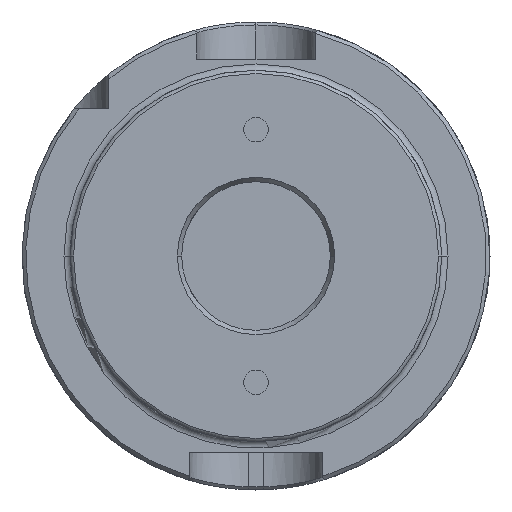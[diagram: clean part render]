
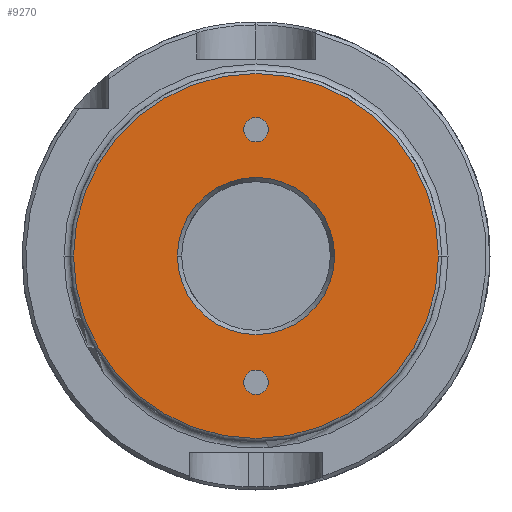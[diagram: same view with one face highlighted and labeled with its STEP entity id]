
A CAD part, left-side view. The second image highlights one B-rep face of the part: STEP entity #9270.
In plain terms, the highlighted face is planar.
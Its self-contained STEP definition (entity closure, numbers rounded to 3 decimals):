
#8580=CARTESIAN_POINT('',(113.,-37.948,
29.983));
#8590=DIRECTION('',(-1.,0.,0.));
#8600=DIRECTION('',(0.,-1.,0.));
#8610=AXIS2_PLACEMENT_3D('',#8580,#8590,#8600);
#8620=PLANE('',#8610);
#8630=CARTESIAN_POINT('',(113.,0.,0.));
#8640=DIRECTION('',(1.,0.,0.));
#8650=DIRECTION('',(0.,-1.,0.));
#8660=AXIS2_PLACEMENT_3D('',#8630,#8640,#8650);
#8670=CIRCLE('',#8660,24.561);
#8680=CARTESIAN_POINT('',(113.,-24.561,
0.));
#8690=VERTEX_POINT('',#8680);
#8700=CARTESIAN_POINT('',(113.,24.561,
0.));
#8710=VERTEX_POINT('',#8700);
#8720=EDGE_CURVE('',#8690,#8710,#8670,.T.);
#8730=ORIENTED_EDGE('',*,*,#8720,.T.);
#8740=EDGE_CURVE('',#8710,#8690,#8670,.T.);
#8750=ORIENTED_EDGE('',*,*,#8740,.T.);
#8760=EDGE_LOOP('',(#8750,#8730));
#8770=FACE_OUTER_BOUND('',#8760,.T.);
#8780=CARTESIAN_POINT('',(113.,0.,0.));
#8790=DIRECTION('',(1.,0.,0.));
#8800=DIRECTION('',(0.,-1.,0.));
#8810=AXIS2_PLACEMENT_3D('',#8780,#8790,#8800);
#8820=CIRCLE('',#8810,10.577);
#8830=CARTESIAN_POINT('',(113.,-10.577,0.));
#8840=VERTEX_POINT('',#8830);
#8850=CARTESIAN_POINT('',(113.,10.577,
0.));
#8860=VERTEX_POINT('',#8850);
#8870=EDGE_CURVE('',#8840,#8860,#8820,.T.);
#8880=ORIENTED_EDGE('',*,*,#8870,.F.);
#8890=EDGE_CURVE('',#8860,#8840,#8820,.T.);
#8900=ORIENTED_EDGE('',*,*,#8890,.F.);
#8910=EDGE_LOOP('',(#8900,#8880));
#8920=FACE_BOUND('',#8910,.T.);
#8930=CARTESIAN_POINT('',(113.,0.,17.));
#8940=DIRECTION('',(1.,0.,0.));
#8950=DIRECTION('',(0.,0.,-1.));
#8960=AXIS2_PLACEMENT_3D('',#8930,#8940,#8950);
#8970=CIRCLE('',#8960,1.65);
#8980=CARTESIAN_POINT('',(113.,1.65,17.));
#8990=VERTEX_POINT('',#8980);
#9000=CARTESIAN_POINT('',(113.,0.,18.65))
;
#9010=VERTEX_POINT('',#9000);
#9020=EDGE_CURVE('',#8990,#9010,#8970,.T.);
#9030=ORIENTED_EDGE('',*,*,#9020,.F.);
#9040=CARTESIAN_POINT('',(113.,0.,15.35))
;
#9050=VERTEX_POINT('',#9040);
#9060=EDGE_CURVE('',#9010,#9050,#8970,.T.);
#9070=ORIENTED_EDGE('',*,*,#9060,.F.);
#9080=EDGE_CURVE('',#9050,#8990,#8970,.T.);
#9090=ORIENTED_EDGE('',*,*,#9080,.F.);
#9100=EDGE_LOOP('',(#9090,#9070,#9030));
#9110=FACE_BOUND('',#9100,.T.);
#9120=CARTESIAN_POINT('',(113.,0.,-17.));
#9130=DIRECTION('',(1.,0.,0.));
#9140=DIRECTION('',(0.,-1.,0.));
#9150=AXIS2_PLACEMENT_3D('',#9120,#9130,#9140);
#9160=CIRCLE('',#9150,1.65);
#9170=CARTESIAN_POINT('',(113.,-1.65,-17.));
#9180=VERTEX_POINT('',#9170);
#9190=CARTESIAN_POINT('',(113.,1.65,-17.));
#9200=VERTEX_POINT('',#9190);
#9210=EDGE_CURVE('',#9180,#9200,#9160,.T.);
#9220=ORIENTED_EDGE('',*,*,#9210,.F.);
#9230=EDGE_CURVE('',#9200,#9180,#9160,.T.);
#9240=ORIENTED_EDGE('',*,*,#9230,.F.);
#9250=EDGE_LOOP('',(#9240,#9220));
#9260=FACE_BOUND('',#9250,.T.);
#9270=ADVANCED_FACE('',(#8770,#8920,#9110,#9260),#8620,.F.);
